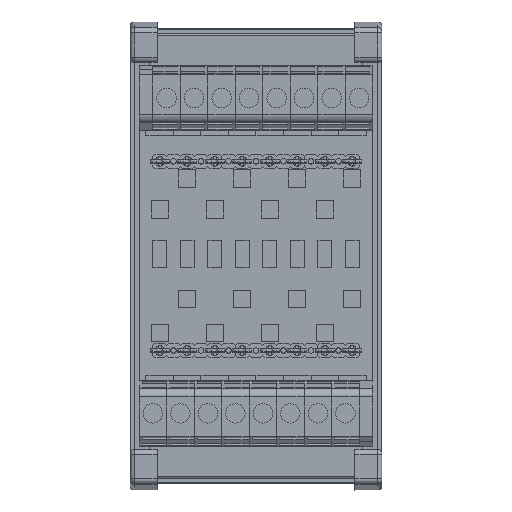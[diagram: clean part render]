
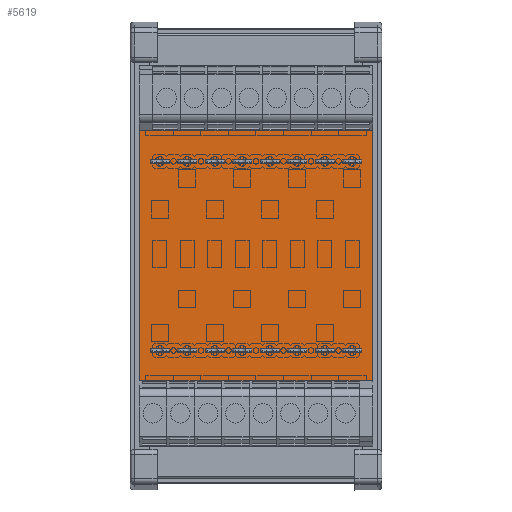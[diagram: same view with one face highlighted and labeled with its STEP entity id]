
A CAD part, top view. The second image highlights one B-rep face of the part: STEP entity #5619.
In plain terms, the highlighted planar face has unit normal (0, 0, 1).
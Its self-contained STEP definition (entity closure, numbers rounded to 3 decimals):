
#5619=ADVANCED_FACE('',(#10139),#10140,.T.);
#10139=FACE_OUTER_BOUND('',#14547,.T.);
#10140=PLANE('',#14548);
#14547=EDGE_LOOP('',(#23546,#23547,#23548,#23549));
#14548=AXIS2_PLACEMENT_3D('',#23550,#23551,#23552);
#23546=ORIENTED_EDGE('',*,*,#30856,.T.);
#23547=ORIENTED_EDGE('',*,*,#30857,.T.);
#23548=ORIENTED_EDGE('',*,*,#30858,.T.);
#23549=ORIENTED_EDGE('',*,*,#30859,.T.);
#23550=CARTESIAN_POINT('',(22.225,36.513,1.6));
#23551=DIRECTION('',(0.0,0.0,1.0));
#23552=DIRECTION('',(1.0,0.0,0.0));
#30856=EDGE_CURVE('',#36875,#36876,#36877,.T.);
#30857=EDGE_CURVE('',#36876,#36878,#36879,.T.);
#30858=EDGE_CURVE('',#36878,#36880,#36881,.T.);
#30859=EDGE_CURVE('',#36880,#36875,#36882,.T.);
#36875=VERTEX_POINT('',#45287);
#36876=VERTEX_POINT('',#45288);
#36877=LINE('',#45289,#45290);
#36878=VERTEX_POINT('',#45291);
#36879=LINE('',#45292,#45293);
#36880=VERTEX_POINT('',#45294);
#36881=LINE('',#45295,#45296);
#36882=LINE('',#45297,#45298);
#45287=CARTESIAN_POINT('',(0.0,0.0,1.6));
#45288=CARTESIAN_POINT('',(44.45,0.0,1.6));
#45289=CARTESIAN_POINT('',(22.225,0.0,1.6));
#45290=VECTOR('',#52025,1.0);
#45291=CARTESIAN_POINT('',(44.45,73.025,1.6));
#45292=CARTESIAN_POINT('',(44.45,36.513,1.6));
#45293=VECTOR('',#52026,1.0);
#45294=CARTESIAN_POINT('',(0.0,73.025,1.6));
#45295=CARTESIAN_POINT('',(22.225,73.025,1.6));
#45296=VECTOR('',#52027,1.0);
#45297=CARTESIAN_POINT('',(0.0,36.513,1.6));
#45298=VECTOR('',#52028,1.0);
#52025=DIRECTION('',(1.0,0.0,0.0));
#52026=DIRECTION('',(0.0,1.0,0.0));
#52027=DIRECTION('',(-1.0,0.0,0.0));
#52028=DIRECTION('',(0.0,-1.0,0.0));
